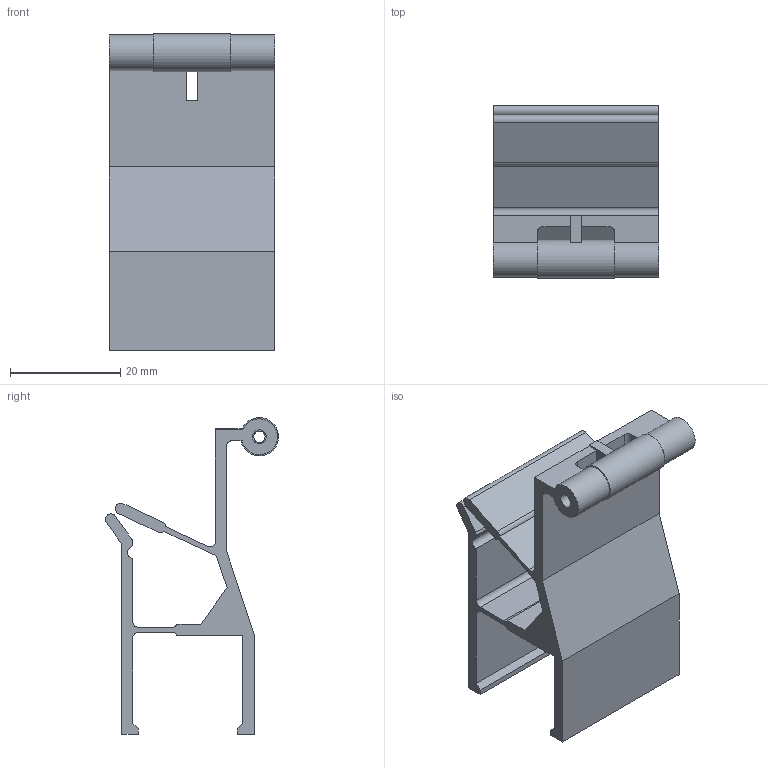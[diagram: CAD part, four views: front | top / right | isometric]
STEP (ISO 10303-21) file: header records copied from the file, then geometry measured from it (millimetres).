
FILE_DESCRIPTION(/* description */ (''),/* implementation_level */ '2;1');
FILE_NAME(/* name */ 'Camera_suporte_Complient_mechanism v2.step',/* time_stamp */ '2023-06-05T02:12:01+01:00',/* author */ (''),/* organization */ (''),/* preprocessor_version */ 'ST-DEVELOPER v19.2',/* originating_system */ 'Autodesk Translation Framework v12.6.0.85',/* authorisation */ '');
FILE_SCHEMA (('AUTOMOTIVE_DESIGN { 1 0 10303 214 3 1 1 }'));
Length unit declared in the file: millimetre
Products named in the file (1): Camera_suporte_Complient_mechanism
Bounding box: 30 x 31.45 x 57.55 mm (x, y, z)
Volume: 9038 mm3; surface area: 10261.5 mm2
Topology: 1 solids, 1 shells, 77 faces, 217 edges, 142 vertices
Faces by surface type: plane 52, cylinder 25
Full cylindrical faces by diameter (mm): 2.05 x1, 2.5 x1, 2.95 x1, 4.1 x1, 6.05 x1, 6.95 x1
Entity records: 2538 total; most frequent: CARTESIAN_POINT 437, ORIENTED_EDGE 434, DIRECTION 431, EDGE_CURVE 217, LINE 159, VECTOR 159, VERTEX_POINT 142, AXIS2_PLACEMENT_3D 136
